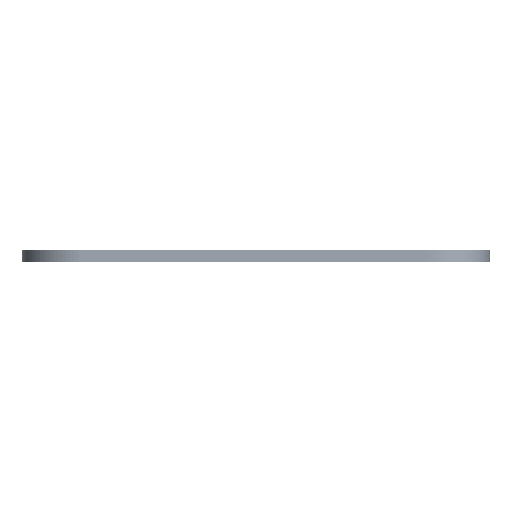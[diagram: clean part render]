
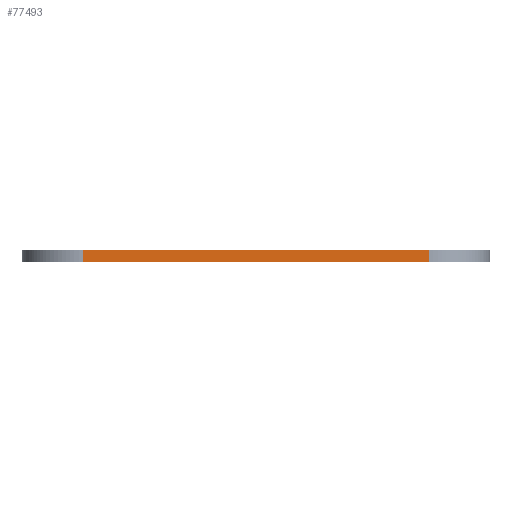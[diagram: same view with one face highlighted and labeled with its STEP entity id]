
A CAD part, left-side view. The second image highlights one B-rep face of the part: STEP entity #77493.
In plain terms, the highlighted planar face has unit normal (-1, 0, 0).
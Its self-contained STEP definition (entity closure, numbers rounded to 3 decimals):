
#90 = PLANE('',#91);
#91 = AXIS2_PLACEMENT_3D('',#92,#93,#94);
#92 = CARTESIAN_POINT('',(140.97,-105.41,1.6));
#93 = DIRECTION('',(-0.,-0.,-1.));
#94 = DIRECTION('',(-1.,0.,0.));
#144 = PLANE('',#145);
#145 = AXIS2_PLACEMENT_3D('',#146,#147,#148);
#146 = CARTESIAN_POINT('',(140.97,-105.41,0.));
#147 = DIRECTION('',(-0.,-0.,-1.));
#148 = DIRECTION('',(-1.,0.,0.));
#2101 = VERTEX_POINT('',#2102);
#2102 = CARTESIAN_POINT('',(40.64,-127.,0.));
#2116 = PLANE('',#2117);
#2117 = AXIS2_PLACEMENT_3D('',#2118,#2119,#2120);
#2118 = CARTESIAN_POINT('',(40.659,-127.544,0.));
#2119 = DIRECTION('',(-0.999,-0.036,0.));
#2120 = DIRECTION('',(-0.036,0.999,0.));
#2128 = EDGE_CURVE('',#2101,#2129,#2131,.T.);
#2129 = VERTEX_POINT('',#2130);
#2130 = CARTESIAN_POINT('',(40.64,-83.82,0.));
#2131 = SURFACE_CURVE('',#2132,(#2136,#2143),.PCURVE_S1.);
#2132 = LINE('',#2133,#2134);
#2133 = CARTESIAN_POINT('',(40.64,-127.,0.));
#2134 = VECTOR('',#2135,1.);
#2135 = DIRECTION('',(0.,1.,0.));
#2136 = PCURVE('',#144,#2137);
#2137 = DEFINITIONAL_REPRESENTATION('',(#2138),#2142);
#2138 = LINE('',#2139,#2140);
#2139 = CARTESIAN_POINT('',(100.33,-21.59));
#2140 = VECTOR('',#2141,1.);
#2141 = DIRECTION('',(0.,1.));
#2142 = ( GEOMETRIC_REPRESENTATION_CONTEXT(2) 
PARAMETRIC_REPRESENTATION_CONTEXT() REPRESENTATION_CONTEXT('2D SPACE',''
  ) );
#2143 = PCURVE('',#2144,#2149);
#2144 = PLANE('',#2145);
#2145 = AXIS2_PLACEMENT_3D('',#2146,#2147,#2148);
#2146 = CARTESIAN_POINT('',(40.64,-127.,0.));
#2147 = DIRECTION('',(-1.,0.,0.));
#2148 = DIRECTION('',(0.,1.,0.));
#2149 = DEFINITIONAL_REPRESENTATION('',(#2150),#2154);
#2150 = LINE('',#2151,#2152);
#2151 = CARTESIAN_POINT('',(0.,0.));
#2152 = VECTOR('',#2153,1.);
#2153 = DIRECTION('',(1.,0.));
#2154 = ( GEOMETRIC_REPRESENTATION_CONTEXT(2) 
PARAMETRIC_REPRESENTATION_CONTEXT() REPRESENTATION_CONTEXT('2D SPACE',''
  ) );
#2172 = PLANE('',#2173);
#2173 = AXIS2_PLACEMENT_3D('',#2174,#2175,#2176);
#2174 = CARTESIAN_POINT('',(40.64,-83.82,0.));
#2175 = DIRECTION('',(-0.999,0.036,0.));
#2176 = DIRECTION('',(0.036,0.999,0.));
#42773 = VERTEX_POINT('',#42774);
#42774 = CARTESIAN_POINT('',(40.64,-127.,1.6));
#42795 = EDGE_CURVE('',#42773,#42796,#42798,.T.);
#42796 = VERTEX_POINT('',#42797);
#42797 = CARTESIAN_POINT('',(40.64,-83.82,1.6));
#42798 = SURFACE_CURVE('',#42799,(#42803,#42810),.PCURVE_S1.);
#42799 = LINE('',#42800,#42801);
#42800 = CARTESIAN_POINT('',(40.64,-127.,1.6));
#42801 = VECTOR('',#42802,1.);
#42802 = DIRECTION('',(0.,1.,0.));
#42803 = PCURVE('',#90,#42804);
#42804 = DEFINITIONAL_REPRESENTATION('',(#42805),#42809);
#42805 = LINE('',#42806,#42807);
#42806 = CARTESIAN_POINT('',(100.33,-21.59));
#42807 = VECTOR('',#42808,1.);
#42808 = DIRECTION('',(0.,1.));
#42809 = ( GEOMETRIC_REPRESENTATION_CONTEXT(2) 
PARAMETRIC_REPRESENTATION_CONTEXT() REPRESENTATION_CONTEXT('2D SPACE',''
  ) );
#42810 = PCURVE('',#2144,#42811);
#42811 = DEFINITIONAL_REPRESENTATION('',(#42812),#42816);
#42812 = LINE('',#42813,#42814);
#42813 = CARTESIAN_POINT('',(0.,-1.6));
#42814 = VECTOR('',#42815,1.);
#42815 = DIRECTION('',(1.,0.));
#42816 = ( GEOMETRIC_REPRESENTATION_CONTEXT(2) 
PARAMETRIC_REPRESENTATION_CONTEXT() REPRESENTATION_CONTEXT('2D SPACE',''
  ) );
#77443 = EDGE_CURVE('',#2129,#42796,#77444,.T.);
#77444 = SURFACE_CURVE('',#77445,(#77449,#77456),.PCURVE_S1.);
#77445 = LINE('',#77446,#77447);
#77446 = CARTESIAN_POINT('',(40.64,-83.82,0.));
#77447 = VECTOR('',#77448,1.);
#77448 = DIRECTION('',(0.,0.,1.));
#77449 = PCURVE('',#2172,#77450);
#77450 = DEFINITIONAL_REPRESENTATION('',(#77451),#77455);
#77451 = LINE('',#77452,#77453);
#77452 = CARTESIAN_POINT('',(0.,0.));
#77453 = VECTOR('',#77454,1.);
#77454 = DIRECTION('',(0.,-1.));
#77455 = ( GEOMETRIC_REPRESENTATION_CONTEXT(2) 
PARAMETRIC_REPRESENTATION_CONTEXT() REPRESENTATION_CONTEXT('2D SPACE',''
  ) );
#77456 = PCURVE('',#2144,#77457);
#77457 = DEFINITIONAL_REPRESENTATION('',(#77458),#77462);
#77458 = LINE('',#77459,#77460);
#77459 = CARTESIAN_POINT('',(43.18,0.));
#77460 = VECTOR('',#77461,1.);
#77461 = DIRECTION('',(0.,-1.));
#77462 = ( GEOMETRIC_REPRESENTATION_CONTEXT(2) 
PARAMETRIC_REPRESENTATION_CONTEXT() REPRESENTATION_CONTEXT('2D SPACE',''
  ) );
#77493 = ADVANCED_FACE('',(#77494),#2144,.T.);
#77494 = FACE_BOUND('',#77495,.T.);
#77495 = EDGE_LOOP('',(#77496,#77517,#77518,#77519));
#77496 = ORIENTED_EDGE('',*,*,#77497,.T.);
#77497 = EDGE_CURVE('',#2101,#42773,#77498,.T.);
#77498 = SURFACE_CURVE('',#77499,(#77503,#77510),.PCURVE_S1.);
#77499 = LINE('',#77500,#77501);
#77500 = CARTESIAN_POINT('',(40.64,-127.,0.));
#77501 = VECTOR('',#77502,1.);
#77502 = DIRECTION('',(0.,0.,1.));
#77503 = PCURVE('',#2144,#77504);
#77504 = DEFINITIONAL_REPRESENTATION('',(#77505),#77509);
#77505 = LINE('',#77506,#77507);
#77506 = CARTESIAN_POINT('',(0.,0.));
#77507 = VECTOR('',#77508,1.);
#77508 = DIRECTION('',(0.,-1.));
#77509 = ( GEOMETRIC_REPRESENTATION_CONTEXT(2) 
PARAMETRIC_REPRESENTATION_CONTEXT() REPRESENTATION_CONTEXT('2D SPACE',''
  ) );
#77510 = PCURVE('',#2116,#77511);
#77511 = DEFINITIONAL_REPRESENTATION('',(#77512),#77516);
#77512 = LINE('',#77513,#77514);
#77513 = CARTESIAN_POINT('',(0.544,0.));
#77514 = VECTOR('',#77515,1.);
#77515 = DIRECTION('',(0.,-1.));
#77516 = ( GEOMETRIC_REPRESENTATION_CONTEXT(2) 
PARAMETRIC_REPRESENTATION_CONTEXT() REPRESENTATION_CONTEXT('2D SPACE',''
  ) );
#77517 = ORIENTED_EDGE('',*,*,#42795,.T.);
#77518 = ORIENTED_EDGE('',*,*,#77443,.F.);
#77519 = ORIENTED_EDGE('',*,*,#2128,.F.);
